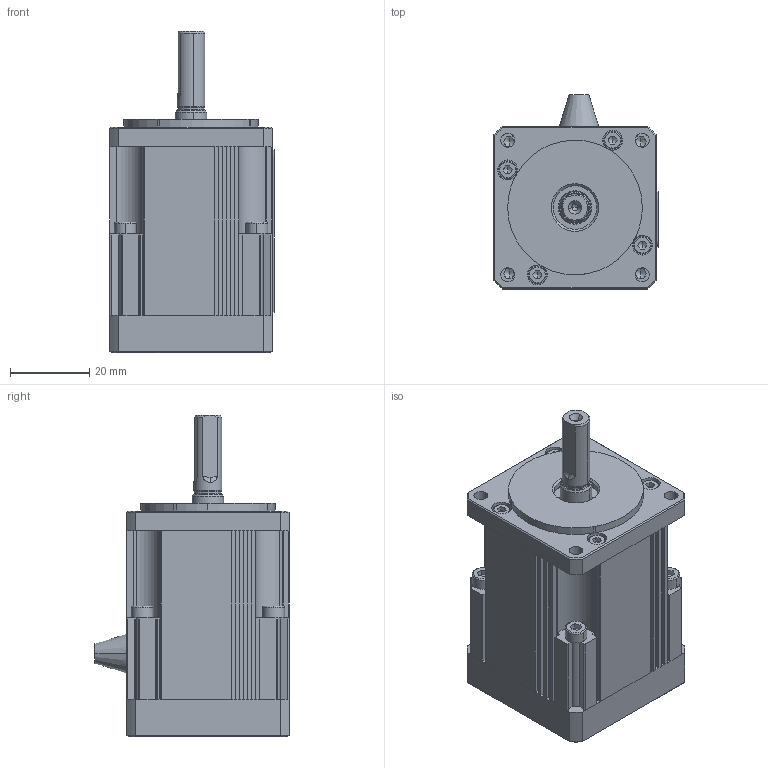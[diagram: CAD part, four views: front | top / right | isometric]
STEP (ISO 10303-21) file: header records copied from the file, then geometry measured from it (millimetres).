
FILE_DESCRIPTION((''),'2;1');
FILE_NAME('CML-30 Basic.stp','2013-07-09T09:19:09',('arodrigo'),(''),'Autodesk Inventor 9','Autodesk Inventor 9','');
FILE_SCHEMA(('AUTOMOTIVE_DESIGN { 1 0 10303 214 1 1 1 1 }'));
Length unit declared in the file: millimetre
Products named in the file (1): Pieza1
Bounding box: 41.5 x 49 x 81.2 mm (x, y, z)
Volume: 88274.5 mm3; surface area: 21871.6 mm2
Topology: 1 solids, 7 shells, 552 faces, 1503 edges, 940 vertices
Faces by surface type: plane 243, cylinder 141, bspline 69, cone 43, torus 32, sphere 24
Entity records: 18132 total; most frequent: CARTESIAN_POINT 4801, ORIENTED_EDGE 2826, DIRECTION 2779, EDGE_CURVE 1413, AXIS2_PLACEMENT_3D 1050, VERTEX_POINT 916, VECTOR 679, LINE 679
